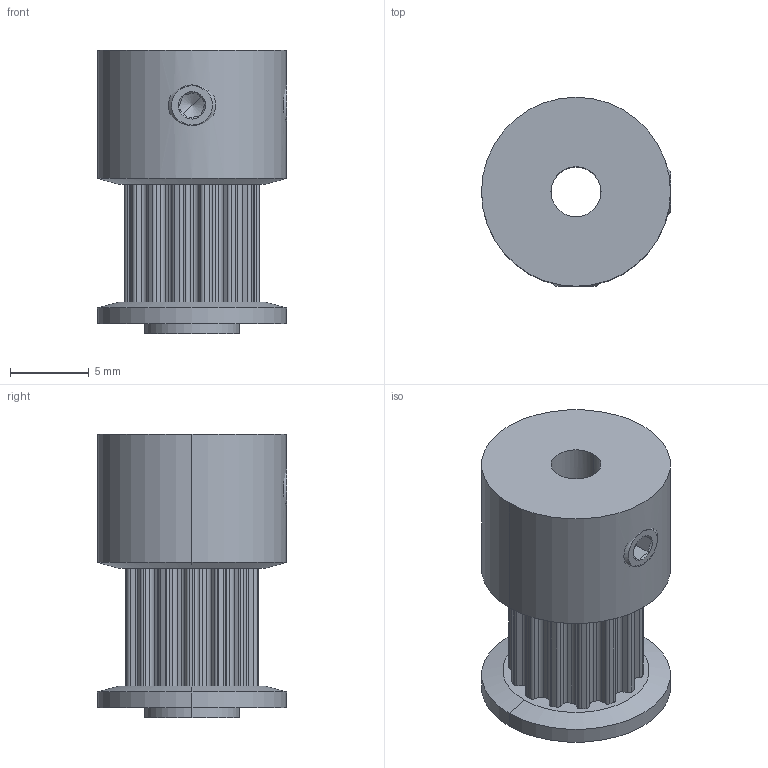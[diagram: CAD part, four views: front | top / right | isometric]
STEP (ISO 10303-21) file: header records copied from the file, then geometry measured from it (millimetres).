
FILE_DESCRIPTION (( 'STEP AP203' ), '1' );
FILE_NAME ('A14-MXL025-B0125.step', '2023-08-24T18:51:13', ( '' ), ( '' ), 'SwSTEP 2.0', 'SolidWorks 2021', '' );
FILE_SCHEMA (( 'CONFIG_CONTROL_DESIGN' ));
Length unit declared in the file: millimetre
Products named in the file (1): A14-MXL025-B0125
Bounding box: 12 x 12 x 18 mm (x, y, z)
Volume: 1310 mm3; surface area: 1286.1 mm2
Topology: 3 solids, 3 shells, 190 faces, 510 edges, 324 vertices
Faces by surface type: cylinder 109, plane 49, cone 32
Entity records: 6269 total; most frequent: CARTESIAN_POINT 1320, DIRECTION 1085, ORIENTED_EDGE 1012, EDGE_CURVE 506, AXIS2_PLACEMENT_3D 429, VERTEX_POINT 324, CIRCLE 238, VECTOR 227
